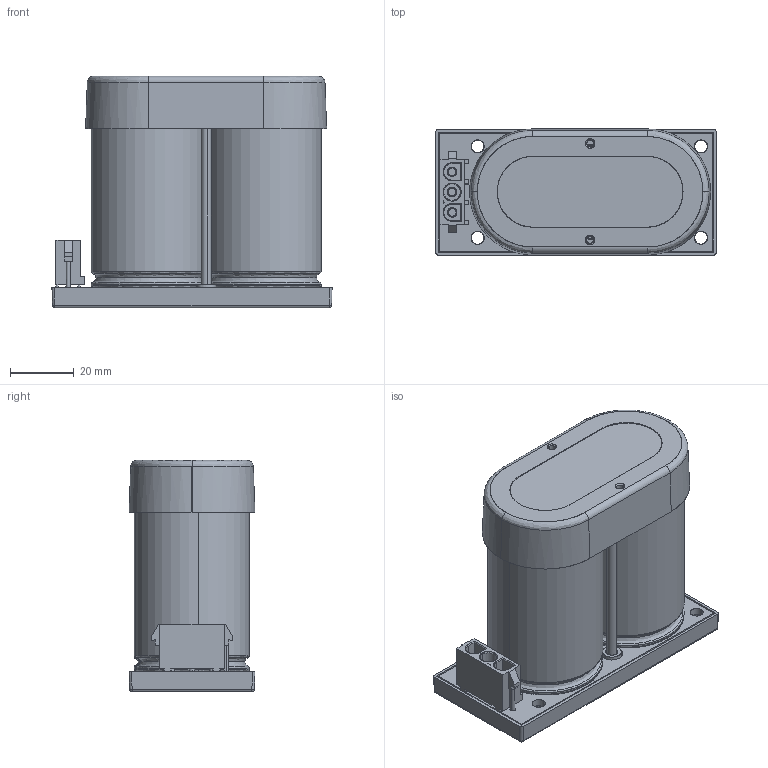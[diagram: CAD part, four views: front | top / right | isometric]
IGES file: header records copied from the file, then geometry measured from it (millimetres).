
Start section: SolidWorks IGES file using analytic representation for surfaces
Global section: file name: 16767.IGS; native system: SolidWorks 2011; preprocessor: SolidWorks 2011; author: kkamath; date: 110808.154501; units: inch
Bounding box: 87.63 x 39.37 x 72.39 mm (x, y, z)
Surface area: 48912.7 mm2 (no closed solid volume)
Topology: 0 solids, 0 shells, 591 faces, 7272 edges, 7272 vertices
Faces by surface type: bspline 369, revolution 222
